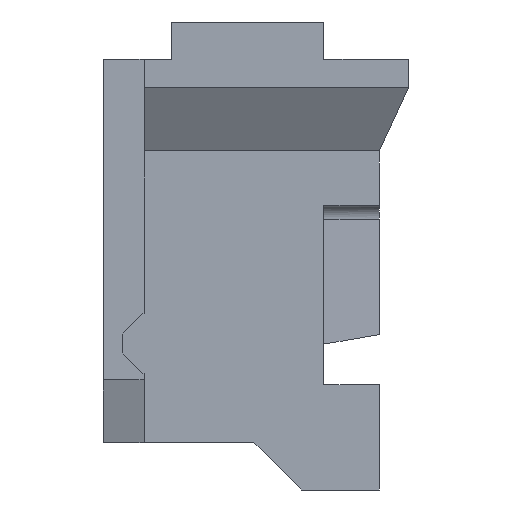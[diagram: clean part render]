
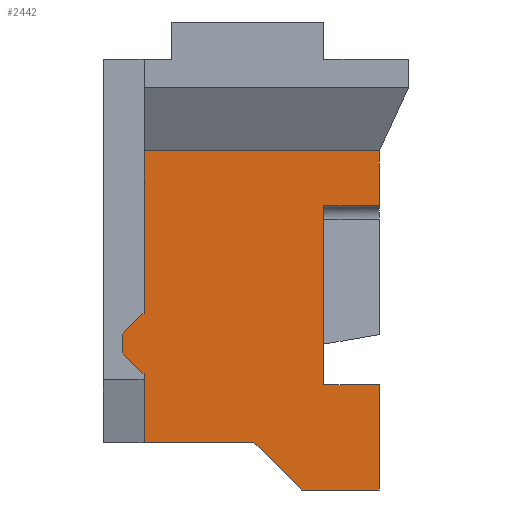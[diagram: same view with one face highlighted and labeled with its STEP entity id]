
A CAD part, left-side view. The second image highlights one B-rep face of the part: STEP entity #2442.
In plain terms, the highlighted planar face has unit normal (-1, 0, 0).
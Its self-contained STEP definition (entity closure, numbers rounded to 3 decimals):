
#110=ORIENTED_EDGE('',*,*,#830,.F.);
#111=ORIENTED_EDGE('',*,*,#831,.T.);
#112=ORIENTED_EDGE('',*,*,#832,.T.);
#113=ORIENTED_EDGE('',*,*,#823,.F.);
#114=ORIENTED_EDGE('',*,*,#833,.F.);
#115=ORIENTED_EDGE('',*,*,#834,.F.);
#116=ORIENTED_EDGE('',*,*,#835,.T.);
#117=ORIENTED_EDGE('',*,*,#771,.T.);
#118=ORIENTED_EDGE('',*,*,#836,.F.);
#119=ORIENTED_EDGE('',*,*,#837,.T.);
#120=ORIENTED_EDGE('',*,*,#838,.T.);
#121=ORIENTED_EDGE('',*,*,#794,.T.);
#122=ORIENTED_EDGE('',*,*,#839,.F.);
#123=ORIENTED_EDGE('',*,*,#827,.F.);
#124=ORIENTED_EDGE('',*,*,#840,.F.);
#125=ORIENTED_EDGE('',*,*,#841,.T.);
#771=EDGE_CURVE('',#1127,#1133,#1365,.T.);
#794=EDGE_CURVE('',#1157,#1156,#1388,.T.);
#823=EDGE_CURVE('',#1181,#1182,#1413,.T.);
#827=EDGE_CURVE('',#1185,#1186,#1417,.T.);
#830=EDGE_CURVE('',#1188,#1189,#1420,.T.);
#831=EDGE_CURVE('',#1188,#1190,#1421,.T.);
#832=EDGE_CURVE('',#1190,#1182,#1422,.T.);
#833=EDGE_CURVE('',#1191,#1181,#1423,.T.);
#834=EDGE_CURVE('',#1192,#1191,#1424,.T.);
#835=EDGE_CURVE('',#1192,#1127,#1425,.T.);
#836=EDGE_CURVE('',#1193,#1133,#1426,.T.);
#837=EDGE_CURVE('',#1193,#1194,#1427,.T.);
#838=EDGE_CURVE('',#1194,#1157,#1428,.T.);
#839=EDGE_CURVE('',#1186,#1156,#1429,.T.);
#840=EDGE_CURVE('',#1195,#1185,#1430,.T.);
#841=EDGE_CURVE('',#1195,#1189,#1431,.T.);
#1127=VERTEX_POINT('',#3350);
#1133=VERTEX_POINT('',#3362);
#1156=VERTEX_POINT('',#3411);
#1157=VERTEX_POINT('',#3413);
#1181=VERTEX_POINT('',#3467);
#1182=VERTEX_POINT('',#3469);
#1185=VERTEX_POINT('',#3475);
#1186=VERTEX_POINT('',#3477);
#1188=VERTEX_POINT('',#3483);
#1189=VERTEX_POINT('',#3484);
#1190=VERTEX_POINT('',#3486);
#1191=VERTEX_POINT('',#3489);
#1192=VERTEX_POINT('',#3491);
#1193=VERTEX_POINT('',#3494);
#1194=VERTEX_POINT('',#3496);
#1195=VERTEX_POINT('',#3500);
#1365=LINE('',#3363,#1715);
#1388=LINE('',#3412,#1738);
#1413=LINE('',#3468,#1763);
#1417=LINE('',#3476,#1767);
#1420=LINE('',#3482,#1770);
#1421=LINE('',#3485,#1771);
#1422=LINE('',#3487,#1772);
#1423=LINE('',#3488,#1773);
#1424=LINE('',#3490,#1774);
#1425=LINE('',#3492,#1775);
#1426=LINE('',#3493,#1776);
#1427=LINE('',#3495,#1777);
#1428=LINE('',#3497,#1778);
#1429=LINE('',#3498,#1779);
#1430=LINE('',#3499,#1780);
#1431=LINE('',#3501,#1781);
#1715=VECTOR('',#2727,1000.);
#1738=VECTOR('',#2756,1000.);
#1763=VECTOR('',#2793,1000.);
#1767=VECTOR('',#2797,1000.);
#1770=VECTOR('',#2802,1000.);
#1771=VECTOR('',#2803,1000.);
#1772=VECTOR('',#2804,1000.);
#1773=VECTOR('',#2805,1000.);
#1774=VECTOR('',#2806,1000.);
#1775=VECTOR('',#2807,1000.);
#1776=VECTOR('',#2808,1000.);
#1777=VECTOR('',#2809,1000.);
#1778=VECTOR('',#2810,1000.);
#1779=VECTOR('',#2811,1000.);
#1780=VECTOR('',#2812,1000.);
#1781=VECTOR('',#2813,1000.);
#2064=EDGE_LOOP('',(#110,#111,#112,#113,#114,#115,#116,#117,#118,#119,#120,
#121,#122,#123,#124,#125));
#2192=FACE_BOUND('',#2064,.T.);
#2320=PLANE('',#2587);
#2442=ADVANCED_FACE('',(#2192),#2320,.F.);
#2587=AXIS2_PLACEMENT_3D('',#3481,#2800,#2801);
#2727=DIRECTION('',(0.,0.,1.));
#2756=DIRECTION('',(0.,0.,1.));
#2793=DIRECTION('',(0.,0.,1.));
#2797=DIRECTION('',(0.,0.,1.));
#2800=DIRECTION('',(1.,0.,0.));
#2801=DIRECTION('',(0.,0.,-1.));
#2802=DIRECTION('',(0.,0.,1.));
#2803=DIRECTION('',(0.,-0.707,-0.707));
#2804=DIRECTION('',(0.,-1.,0.));
#2805=DIRECTION('',(0.,1.,0.));
#2806=DIRECTION('',(0.,0.707,0.707));
#2807=DIRECTION('',(0.,-1.,0.));
#2808=DIRECTION('',(0.,-1.,0.));
#2809=DIRECTION('',(0.,0.,1.));
#2810=DIRECTION('',(0.,-1.,0.));
#2811=DIRECTION('',(0.,-1.,0.));
#2812=DIRECTION('',(0.,-1.,0.));
#2813=DIRECTION('',(0.,0.707,-0.707));
#3350=CARTESIAN_POINT('',(-2.3,-1.52,-3.8));
#3362=CARTESIAN_POINT('',(-2.3,-1.52,-2.25));
#3363=CARTESIAN_POINT('',(-2.3,-1.52,-3.8));
#3411=CARTESIAN_POINT('',(-2.3,-1.52,1.2));
#3412=CARTESIAN_POINT('',(-2.3,-1.52,-3.8));
#3413=CARTESIAN_POINT('',(-2.3,-1.52,0.395));
#3467=CARTESIAN_POINT('',(-2.3,1.95,-3.1));
#3468=CARTESIAN_POINT('',(-2.3,1.95,-3.1));
#3469=CARTESIAN_POINT('',(-2.3,1.95,-2.08));
#3475=CARTESIAN_POINT('',(-2.3,1.95,-1.2));
#3476=CARTESIAN_POINT('',(-2.3,1.95,-3.1));
#3477=CARTESIAN_POINT('',(-2.3,1.95,1.2));
#3481=CARTESIAN_POINT('',(-2.3,8.243,-3.8));
#3482=CARTESIAN_POINT('',(-2.3,2.27,-2.08));
#3483=CARTESIAN_POINT('',(-2.3,2.27,-1.78));
#3484=CARTESIAN_POINT('',(-2.3,2.27,-1.5));
#3485=CARTESIAN_POINT('',(-2.3,2.27,-1.78));
#3486=CARTESIAN_POINT('',(-2.3,1.97,-2.08));
#3487=CARTESIAN_POINT('',(-2.3,2.27,-2.08));
#3488=CARTESIAN_POINT('',(-2.3,0.33,-3.1));
#3489=CARTESIAN_POINT('',(-2.3,0.33,-3.1));
#3490=CARTESIAN_POINT('',(-2.3,-0.37,-3.8));
#3491=CARTESIAN_POINT('',(-2.3,-0.37,-3.8));
#3492=CARTESIAN_POINT('',(-2.3,8.243,-3.8));
#3493=CARTESIAN_POINT('',(-2.3,-0.7,-2.25));
#3494=CARTESIAN_POINT('',(-2.3,-0.7,-2.25));
#3495=CARTESIAN_POINT('',(-2.3,-0.7,-2.25));
#3496=CARTESIAN_POINT('',(-2.3,-0.7,0.395));
#3497=CARTESIAN_POINT('',(-2.3,-0.7,0.395));
#3498=CARTESIAN_POINT('',(-2.3,8.243,1.2));
#3499=CARTESIAN_POINT('',(-2.3,2.27,-1.2));
#3500=CARTESIAN_POINT('',(-2.3,1.97,-1.2));
#3501=CARTESIAN_POINT('',(-2.3,2.27,-1.5));
